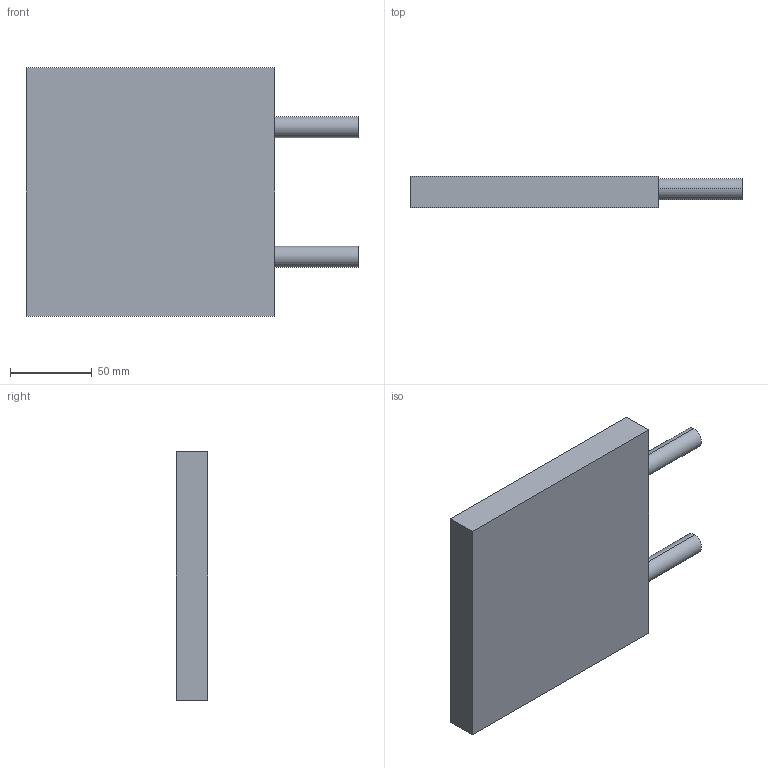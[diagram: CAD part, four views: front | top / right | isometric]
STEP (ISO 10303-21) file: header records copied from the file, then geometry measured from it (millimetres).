
FILE_DESCRIPTION (( 'STEP AP203' ), '1' );
FILE_NAME ('HT-6P-0600.STEP', '2019-05-02T14:24:23', ( '' ), ( '' ), 'SwSTEP 2.0', 'SolidWorks 2018', '' );
FILE_SCHEMA (( 'CONFIG_CONTROL_DESIGN' ));
Length unit declared in the file: inch
Products named in the file (20): HT-SIDEBYSIDE-CONNECTOR; SIDEBYSIDE-FILLER-S; ST-CONN-4.0; BP-6P-0600; ST-INOUT-5.0; HT-IN-OUT-ADAPTER-.4OD; HT-6P-0600; RT-.5OD-2.0L
Assembly tree (21 placements, depth 2):
  HT-6P-0600
    BP-6P-0600
    HT-SIDEBYSIDE-CONNECTOR
    ST-INOUT-5.0
    SIDEBYSIDE-FILLER-S
    HT-IN-OUT-ADAPTER-.4OD  x2
    RT-.5OD-2.0L  x2
    ST-CONN-4.0
    HT-SIDEBYSIDE-CONNECTOR
    SIDEBYSIDE-FILLER-S
    HT-SIDEBYSIDE-CONNECTOR
    ST-CONN-4.0
    SIDEBYSIDE-FILLER-S
    ST-INOUT-5.0
    HT-SIDEBYSIDE-CONNECTOR
    SIDEBYSIDE-FILLER-S
    ST-CONN-4.0
    ST-CONN-4.0
    HT-SIDEBYSIDE-CONNECTOR
    SIDEBYSIDE-FILLER-S
Bounding box: 203.2 x 19.05 x 152.4 mm (x, y, z)
Volume: 379381.2 mm3; surface area: 172503.1 mm2
Topology: 21 solids, 21 shells, 293 faces, 696 edges, 452 vertices
Faces by surface type: plane 243, cylinder 50
Entity records: 10600 total; most frequent: CARTESIAN_POINT 2064, ORIENTED_EDGE 1276, DIRECTION 1266, EDGE_CURVE 638, LINE 550, VECTOR 550, VERTEX_POINT 416, AXIS2_PLACEMENT_3D 358
